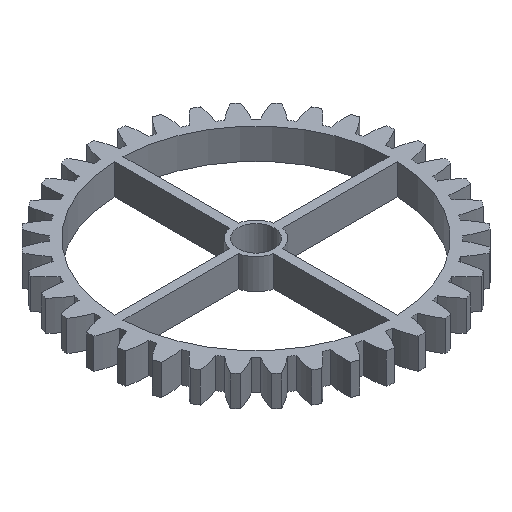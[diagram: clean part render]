
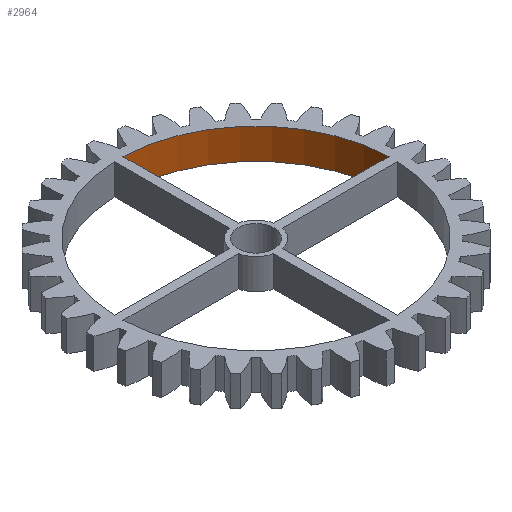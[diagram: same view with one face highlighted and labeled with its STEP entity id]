
A CAD part, isometric view. The second image highlights one B-rep face of the part: STEP entity #2964.
In plain terms, the highlighted cylindrical face has radius 31.5 mm (diameter 63 mm), a partial arc.
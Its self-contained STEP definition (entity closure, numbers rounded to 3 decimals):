
#33=CIRCLE('',#3159,31.5);
#34=CIRCLE('',#3160,31.5);
#335=CYLINDRICAL_SURFACE('',#3158,31.5);
#493=FACE_OUTER_BOUND('',#656,.T.);
#656=EDGE_LOOP('',(#2015,#2016,#2017,#2018));
#839=LINE('',#4784,#1016);
#840=LINE('',#4790,#1017);
#1016=VECTOR('',#3665,10.);
#1017=VECTOR('',#3672,10.);
#1191=VERTEX_POINT('',#4778);
#1193=VERTEX_POINT('',#4782);
#1194=VERTEX_POINT('',#4786);
#1195=VERTEX_POINT('',#4788);
#1523=EDGE_CURVE('',#1193,#1191,#839,.T.);
#1524=EDGE_CURVE('',#1191,#1194,#33,.T.);
#1525=EDGE_CURVE('',#1195,#1193,#34,.T.);
#1526=EDGE_CURVE('',#1195,#1194,#840,.T.);
#2015=ORIENTED_EDGE('',*,*,#1524,.F.);
#2016=ORIENTED_EDGE('',*,*,#1523,.F.);
#2017=ORIENTED_EDGE('',*,*,#1525,.F.);
#2018=ORIENTED_EDGE('',*,*,#1526,.T.);
#2964=ADVANCED_FACE('',(#493),#335,.F.);
#3158=AXIS2_PLACEMENT_3D('',#4785,#3666,#3667);
#3159=AXIS2_PLACEMENT_3D('',#4787,#3668,#3669);
#3160=AXIS2_PLACEMENT_3D('',#4789,#3670,#3671);
#3665=DIRECTION('',(0.,0.,-1.));
#3666=DIRECTION('center_axis',(0.,0.,-1.));
#3667=DIRECTION('ref_axis',(1.,0.,0.));
#3668=DIRECTION('center_axis',(0.,0.,1.));
#3669=DIRECTION('ref_axis',(1.,0.,0.));
#3670=DIRECTION('center_axis',(0.,0.,-1.));
#3671=DIRECTION('ref_axis',(1.,0.,0.));
#3672=DIRECTION('',(0.,0.,-1.));
#4778=CARTESIAN_POINT('',(31.484,1.,0.));
#4782=CARTESIAN_POINT('',(31.484,1.,7.));
#4784=CARTESIAN_POINT('',(31.484,1.,7.));
#4785=CARTESIAN_POINT('Origin',(0.,0.,7.));
#4786=CARTESIAN_POINT('',(1.,31.484,0.));
#4787=CARTESIAN_POINT('Origin',(0.,0.,0.));
#4788=CARTESIAN_POINT('',(1.,31.484,7.));
#4789=CARTESIAN_POINT('Origin',(0.,0.,7.));
#4790=CARTESIAN_POINT('',(1.,31.484,7.));
